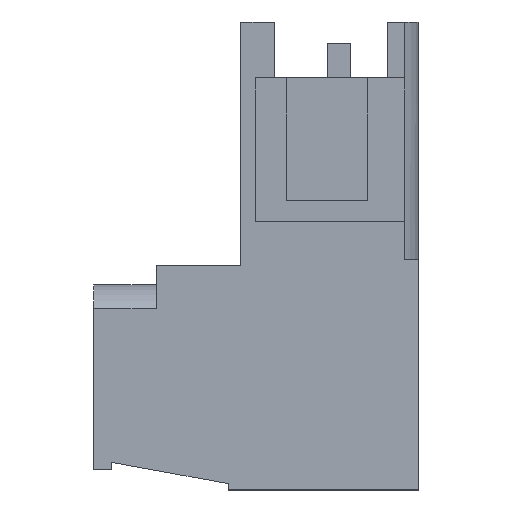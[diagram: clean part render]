
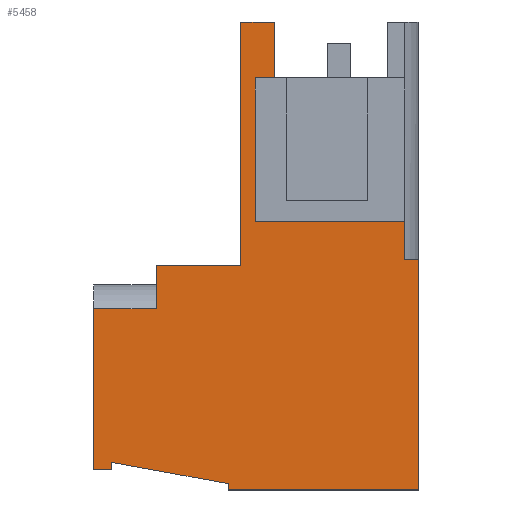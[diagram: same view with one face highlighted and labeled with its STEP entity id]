
A CAD part, left-side view. The second image highlights one B-rep face of the part: STEP entity #5458.
In plain terms, the highlighted planar face has unit normal (-1, 0, 0).
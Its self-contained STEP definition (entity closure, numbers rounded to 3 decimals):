
#2696=AXIS2_PLACEMENT_3D('Plane Axis2P3D',#2693,#2694,#2695) ;
#2678=CARTESIAN_POINT('Vertex',(0.98,6.785,19.415)) ;
#2693=CARTESIAN_POINT('Axis2P3D Location',(0.98,3.66,22.05)) ;
#2798=CARTESIAN_POINT('Vertex',(0.98,0.65,12.635)) ;
#2801=CARTESIAN_POINT('Line Origine',(0.98,0.65,11.743)) ;
#2805=CARTESIAN_POINT('Vertex',(0.98,0.65,10.85)) ;
#2863=CARTESIAN_POINT('Vertex',(0.98,6.785,22.05)) ;
#2866=CARTESIAN_POINT('Line Origine',(0.98,6.785,20.732)) ;
#3713=CARTESIAN_POINT('Line Origine',(0.98,7.23,19.415)) ;
#3717=CARTESIAN_POINT('Vertex',(0.98,7.675,19.415)) ;
#5237=CARTESIAN_POINT('Line Origine',(0.98,0.325,10.85)) ;
#5241=CARTESIAN_POINT('Vertex',(0.98,0.,10.85)) ;
#5336=CARTESIAN_POINT('Vertex',(0.98,7.675,12.635)) ;
#5339=CARTESIAN_POINT('Line Origine',(0.98,4.163,12.635)) ;
#5351=CARTESIAN_POINT('Line Origine',(0.98,7.675,16.025)) ;
#5356=CARTESIAN_POINT('Line Origine',(0.98,7.575,22.05)) ;
#5360=CARTESIAN_POINT('Vertex',(0.98,8.365,22.05)) ;
#5363=CARTESIAN_POINT('Line Origine',(0.98,8.365,16.318)) ;
#5367=CARTESIAN_POINT('Vertex',(0.98,8.365,10.586)) ;
#5370=CARTESIAN_POINT('Line Origine',(0.98,10.358,10.586)) ;
#5374=CARTESIAN_POINT('Vertex',(0.98,12.35,10.586)) ;
#5377=CARTESIAN_POINT('Line Origine',(0.98,12.35,9.568)) ;
#5381=CARTESIAN_POINT('Vertex',(0.98,12.35,8.55)) ;
#5384=CARTESIAN_POINT('Line Origine',(0.98,13.825,8.55)) ;
#5388=CARTESIAN_POINT('Vertex',(0.98,15.3,8.55)) ;
#5391=CARTESIAN_POINT('Line Origine',(0.98,15.3,4.75)) ;
#5395=CARTESIAN_POINT('Vertex',(0.98,15.3,0.95)) ;
#5398=CARTESIAN_POINT('Line Origine',(0.98,14.875,0.95)) ;
#5402=CARTESIAN_POINT('Vertex',(0.98,14.45,0.95)) ;
#5405=CARTESIAN_POINT('Line Origine',(0.98,14.45,1.127)) ;
#5409=CARTESIAN_POINT('Vertex',(0.98,14.45,1.303)) ;
#5412=CARTESIAN_POINT('Line Origine',(0.98,11.705,0.801)) ;
#5416=CARTESIAN_POINT('Vertex',(0.98,8.961,0.299)) ;
#5419=CARTESIAN_POINT('Line Origine',(0.98,8.961,0.149)) ;
#5423=CARTESIAN_POINT('Vertex',(0.98,8.961,0.)) ;
#5426=CARTESIAN_POINT('Line Origine',(0.98,4.48,0.)) ;
#5430=CARTESIAN_POINT('Vertex',(0.98,0.,0.)) ;
#5433=CARTESIAN_POINT('Line Origine',(0.98,0.,5.425)) ;
#2694=DIRECTION('Axis2P3D Direction',(1.,0.,0.)) ;
#2695=DIRECTION('Axis2P3D XDirection',(0.,1.,0.)) ;
#2802=DIRECTION('Vector Direction',(0.,0.,-1.)) ;
#2867=DIRECTION('Vector Direction',(0.,0.,1.)) ;
#3714=DIRECTION('Vector Direction',(0.,-1.,0.)) ;
#5238=DIRECTION('Vector Direction',(0.,-1.,0.)) ;
#5340=DIRECTION('Vector Direction',(0.,-1.,0.)) ;
#5352=DIRECTION('Vector Direction',(0.,0.,-1.)) ;
#5357=DIRECTION('Vector Direction',(0.,-1.,0.)) ;
#5364=DIRECTION('Vector Direction',(0.,0.,-1.)) ;
#5371=DIRECTION('Vector Direction',(0.,-1.,0.)) ;
#5378=DIRECTION('Vector Direction',(0.,0.,1.)) ;
#5385=DIRECTION('Vector Direction',(0.,-1.,0.)) ;
#5392=DIRECTION('Vector Direction',(0.,0.,1.)) ;
#5399=DIRECTION('Vector Direction',(0.,1.,0.)) ;
#5406=DIRECTION('Vector Direction',(0.,0.,-1.)) ;
#5413=DIRECTION('Vector Direction',(0.,-0.984,-0.18)) ;
#5420=DIRECTION('Vector Direction',(0.,0.,-1.)) ;
#5427=DIRECTION('Vector Direction',(0.,-1.,0.)) ;
#5434=DIRECTION('Vector Direction',(0.,0.,-1.)) ;
#2803=VECTOR('Line Direction',#2802,1.) ;
#2868=VECTOR('Line Direction',#2867,1.) ;
#3715=VECTOR('Line Direction',#3714,1.) ;
#5239=VECTOR('Line Direction',#5238,1.) ;
#5341=VECTOR('Line Direction',#5340,1.) ;
#5353=VECTOR('Line Direction',#5352,1.) ;
#5358=VECTOR('Line Direction',#5357,1.) ;
#5365=VECTOR('Line Direction',#5364,1.) ;
#5372=VECTOR('Line Direction',#5371,1.) ;
#5379=VECTOR('Line Direction',#5378,1.) ;
#5386=VECTOR('Line Direction',#5385,1.) ;
#5393=VECTOR('Line Direction',#5392,1.) ;
#5400=VECTOR('Line Direction',#5399,1.) ;
#5407=VECTOR('Line Direction',#5406,1.) ;
#5414=VECTOR('Line Direction',#5413,1.) ;
#5421=VECTOR('Line Direction',#5420,1.) ;
#5428=VECTOR('Line Direction',#5427,1.) ;
#5435=VECTOR('Line Direction',#5434,1.) ;
#5439=ORIENTED_EDGE('',*,*,#5343,.F.) ;
#5440=ORIENTED_EDGE('',*,*,#5355,.T.) ;
#5441=ORIENTED_EDGE('',*,*,#3719,.T.) ;
#5442=ORIENTED_EDGE('',*,*,#2870,.T.) ;
#5443=ORIENTED_EDGE('',*,*,#5362,.F.) ;
#5444=ORIENTED_EDGE('',*,*,#5369,.T.) ;
#5445=ORIENTED_EDGE('',*,*,#5376,.F.) ;
#5446=ORIENTED_EDGE('',*,*,#5383,.F.) ;
#5447=ORIENTED_EDGE('',*,*,#5390,.F.) ;
#5448=ORIENTED_EDGE('',*,*,#5397,.F.) ;
#5449=ORIENTED_EDGE('',*,*,#5404,.F.) ;
#5450=ORIENTED_EDGE('',*,*,#5411,.F.) ;
#5451=ORIENTED_EDGE('',*,*,#5418,.T.) ;
#5452=ORIENTED_EDGE('',*,*,#5425,.T.) ;
#5453=ORIENTED_EDGE('',*,*,#5432,.T.) ;
#5454=ORIENTED_EDGE('',*,*,#5437,.F.) ;
#5455=ORIENTED_EDGE('',*,*,#5243,.F.) ;
#5456=ORIENTED_EDGE('',*,*,#2807,.F.) ;
#5458=ADVANCED_FACE('HOUSING',(#5457),#2697,.F.) ;
#2807=EDGE_CURVE('',#2799,#2806,#2804,.T.) ;
#2870=EDGE_CURVE('',#2679,#2864,#2869,.T.) ;
#3719=EDGE_CURVE('',#3718,#2679,#3716,.T.) ;
#5243=EDGE_CURVE('',#2806,#5242,#5240,.T.) ;
#5343=EDGE_CURVE('',#5337,#2799,#5342,.T.) ;
#5355=EDGE_CURVE('',#5337,#3718,#5354,.F.) ;
#5362=EDGE_CURVE('',#5361,#2864,#5359,.T.) ;
#5369=EDGE_CURVE('',#5361,#5368,#5366,.T.) ;
#5376=EDGE_CURVE('',#5375,#5368,#5373,.T.) ;
#5383=EDGE_CURVE('',#5382,#5375,#5380,.T.) ;
#5390=EDGE_CURVE('',#5389,#5382,#5387,.T.) ;
#5397=EDGE_CURVE('',#5396,#5389,#5394,.T.) ;
#5404=EDGE_CURVE('',#5403,#5396,#5401,.T.) ;
#5411=EDGE_CURVE('',#5410,#5403,#5408,.T.) ;
#5418=EDGE_CURVE('',#5410,#5417,#5415,.T.) ;
#5425=EDGE_CURVE('',#5417,#5424,#5422,.T.) ;
#5432=EDGE_CURVE('',#5424,#5431,#5429,.T.) ;
#5437=EDGE_CURVE('',#5242,#5431,#5436,.T.) ;
#5438=EDGE_LOOP('',(#5439,#5440,#5441,#5442,#5443,#5444,#5445,#5446,#5447,#5448,#5449,#5450,#5451,#5452,#5453,#5454,#5455,#5456)) ;
#5457=FACE_OUTER_BOUND('',#5438,.T.) ;
#2804=LINE('Line',#2801,#2803) ;
#2869=LINE('Line',#2866,#2868) ;
#3716=LINE('Line',#3713,#3715) ;
#5240=LINE('Line',#5237,#5239) ;
#5342=LINE('Line',#5339,#5341) ;
#5354=LINE('Line',#5351,#5353) ;
#5359=LINE('Line',#5356,#5358) ;
#5366=LINE('Line',#5363,#5365) ;
#5373=LINE('Line',#5370,#5372) ;
#5380=LINE('Line',#5377,#5379) ;
#5387=LINE('Line',#5384,#5386) ;
#5394=LINE('Line',#5391,#5393) ;
#5401=LINE('Line',#5398,#5400) ;
#5408=LINE('Line',#5405,#5407) ;
#5415=LINE('Line',#5412,#5414) ;
#5422=LINE('Line',#5419,#5421) ;
#5429=LINE('Line',#5426,#5428) ;
#5436=LINE('Line',#5433,#5435) ;
#2697=PLANE('',#2696) ;
#2679=VERTEX_POINT('',#2678) ;
#2799=VERTEX_POINT('',#2798) ;
#2806=VERTEX_POINT('',#2805) ;
#2864=VERTEX_POINT('',#2863) ;
#3718=VERTEX_POINT('',#3717) ;
#5242=VERTEX_POINT('',#5241) ;
#5337=VERTEX_POINT('',#5336) ;
#5361=VERTEX_POINT('',#5360) ;
#5368=VERTEX_POINT('',#5367) ;
#5375=VERTEX_POINT('',#5374) ;
#5382=VERTEX_POINT('',#5381) ;
#5389=VERTEX_POINT('',#5388) ;
#5396=VERTEX_POINT('',#5395) ;
#5403=VERTEX_POINT('',#5402) ;
#5410=VERTEX_POINT('',#5409) ;
#5417=VERTEX_POINT('',#5416) ;
#5424=VERTEX_POINT('',#5423) ;
#5431=VERTEX_POINT('',#5430) ;
